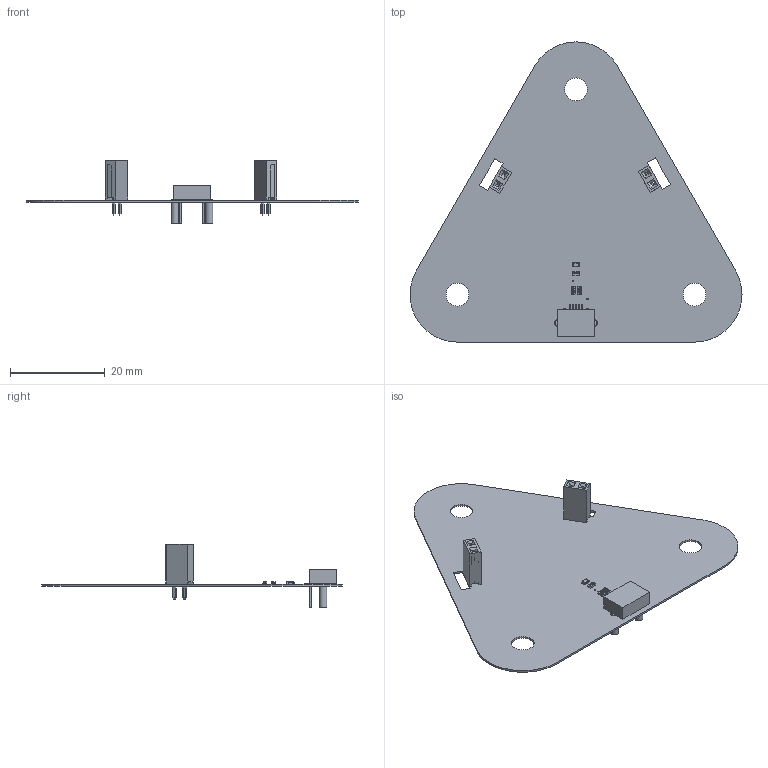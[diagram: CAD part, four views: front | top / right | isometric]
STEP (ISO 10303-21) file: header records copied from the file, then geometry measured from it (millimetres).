
FILE_DESCRIPTION(('Open CASCADE Model'),'2;1');
FILE_NAME('Open CASCADE Shape Model','2020-04-29T13:02:57',('Author'),( 'Open CASCADE'),'Open CASCADE STEP processor 6.8','Open CASCADE 6.8' ,'Unknown');
FILE_SCHEMA(('AUTOMOTIVE_DESIGN { 1 0 10303 214 1 1 1 1 }'));
Length unit declared in the file: millimetre
Products named in the file (17): PCB; Board; J1; 1089410288; Body; Pins; Leads; J2; User_Library-PBS-02; J3; R1; chip_0603_r; R2; D1; LED_0603_Lens_GREEN; LED_0603_Base_GREEN; R3
Assembly tree (22 placements, depth 4):
  PCB
    Board
    J1
      1089410288
        Body
        Pins
        Leads  x4
    J2
      User_Library-PBS-02
    J3
      User_Library-PBS-02
    R1
      chip_0603_r
    R2
      chip_0603_r
    D1
      LED_0603_Lens_GREEN
      LED_0603_Base_GREEN
    R3
      chip_0603_r
Bounding box: 70 x 63.3 x 13.4 mm (x, y, z)
Volume: 1510.4 mm3; surface area: 6889.7 mm2
Topology: 49 solids, 49 shells, 607 faces, 1452 edges, 908 vertices
Faces by surface type: plane 334, bspline 147, cylinder 122, sphere 4
Full cylindrical faces by diameter (mm): 0.3 x2, 0.5 x8, 0.7 x2, 1.1 x4, 1.56 x8, 1.76 x2, 4.8 x3
Entity records: 12703 total; most frequent: CARTESIAN_POINT 4565, ORIENTED_EDGE 1424, DIRECTION 1216, EDGE_CURVE 712, LINE 522, VECTOR 522, VERTEX_POINT 460, AXIS2_PLACEMENT_3D 347
